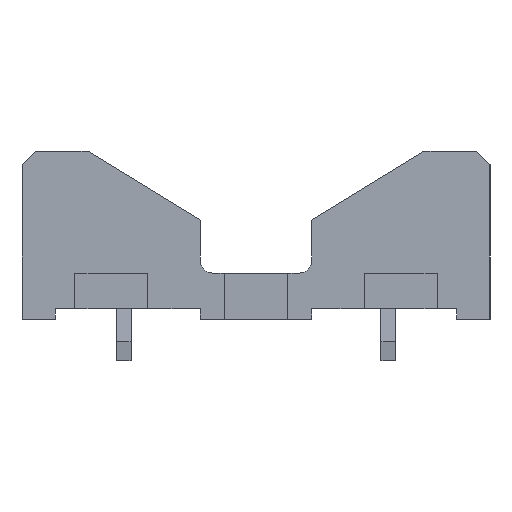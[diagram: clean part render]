
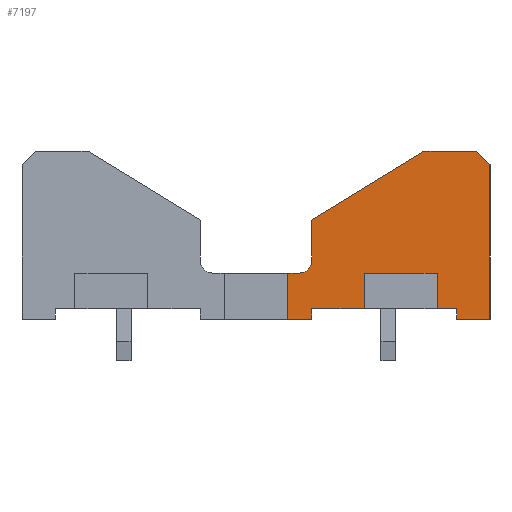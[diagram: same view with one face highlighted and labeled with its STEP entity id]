
A CAD part, front view. The second image highlights one B-rep face of the part: STEP entity #7197.
In plain terms, the highlighted free-form (B-spline) face has degree [1, 1] with [2, 2] control points.
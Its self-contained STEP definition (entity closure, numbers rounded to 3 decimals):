
#6962=CARTESIAN_POINT('',(13.7,-5.45,3.5));
#6963=VERTEX_POINT('',#6962);
#6972=CARTESIAN_POINT('',(8.2,-5.45,3.5));
#6973=VERTEX_POINT('',#6972);
#6974=CARTESIAN_POINT('',(8.2,-5.45,3.5));
#6975=DIRECTION('',(1.0,0.0,0.0));
#6976=VECTOR('',#6975,5.5);
#6977=LINE('',#6974,#6976);
#6978=EDGE_CURVE('',#6973,#6963,#6977,.T.);
#7033=CARTESIAN_POINT('',(8.2,-5.45,0.8));
#7034=VERTEX_POINT('',#7033);
#7035=CARTESIAN_POINT('',(8.2,-5.45,0.8));
#7036=DIRECTION('',(0.0,0.0,1.0));
#7037=VECTOR('',#7036,2.7);
#7038=LINE('',#7035,#7037);
#7039=EDGE_CURVE('',#7034,#6973,#7038,.T.);
#7058=CARTESIAN_POINT('',(13.7,-5.45,0.8));
#7059=VERTEX_POINT('',#7058);
#7066=CARTESIAN_POINT('',(13.7,-5.45,3.5));
#7067=DIRECTION('',(0.0,0.0,-1.0));
#7068=VECTOR('',#7067,2.7);
#7069=LINE('',#7066,#7068);
#7070=EDGE_CURVE('',#6963,#7059,#7069,.T.);
#7076=CARTESIAN_POINT('',(2.4,-5.45,0.));
#7077=CARTESIAN_POINT('',(2.4,-5.45,12.7));
#7078=CARTESIAN_POINT('',(17.7,-5.45,0.));
#7079=CARTESIAN_POINT('',(17.7,-5.45,12.7));
#7080=B_SPLINE_SURFACE_WITH_KNOTS('',1,1,((#7076,#7078),(#7077,#7079)),.UNSPECIFIED.,.F.,.F.,.U.,(2,2),(2,2),(0.0,12.7),(0.0,15.3),.UNSPECIFIED.);
#7081=ORIENTED_EDGE('',*,*,#7039,.T.);
#7082=ORIENTED_EDGE('',*,*,#6978,.T.);
#7083=ORIENTED_EDGE('',*,*,#7070,.T.);
#7084=CARTESIAN_POINT('',(15.2,-5.45,0.8));
#7085=VERTEX_POINT('',#7084);
#7086=CARTESIAN_POINT('',(13.7,-5.45,0.8));
#7087=DIRECTION('',(1.0,0.0,0.0));
#7088=VECTOR('',#7087,1.5);
#7089=LINE('',#7086,#7088);
#7090=EDGE_CURVE('',#7059,#7085,#7089,.T.);
#7091=ORIENTED_EDGE('',*,*,#7090,.T.);
#7092=CARTESIAN_POINT('',(15.2,-5.45,0.));
#7093=VERTEX_POINT('',#7092);
#7094=CARTESIAN_POINT('',(15.2,-5.45,0.8));
#7095=DIRECTION('',(0.0,0.0,-1.0));
#7096=VECTOR('',#7095,0.8);
#7097=LINE('',#7094,#7096);
#7098=EDGE_CURVE('',#7085,#7093,#7097,.T.);
#7099=ORIENTED_EDGE('',*,*,#7098,.T.);
#7100=CARTESIAN_POINT('',(17.7,-5.45,0.));
#7101=VERTEX_POINT('',#7100);
#7102=CARTESIAN_POINT('',(15.2,-5.45,0.));
#7103=DIRECTION('',(1.0,0.0,0.0));
#7104=VECTOR('',#7103,2.5);
#7105=LINE('',#7102,#7104);
#7106=EDGE_CURVE('',#7093,#7101,#7105,.T.);
#7107=ORIENTED_EDGE('',*,*,#7106,.T.);
#7108=CARTESIAN_POINT('',(17.7,-5.45,11.7));
#7109=VERTEX_POINT('',#7108);
#7110=CARTESIAN_POINT('',(17.7,-5.45,0.));
#7111=DIRECTION('',(0.0,0.0,1.0));
#7112=VECTOR('',#7111,11.7);
#7113=LINE('',#7110,#7112);
#7114=EDGE_CURVE('',#7101,#7109,#7113,.T.);
#7115=ORIENTED_EDGE('',*,*,#7114,.T.);
#7116=CARTESIAN_POINT('',(16.7,-5.45,12.7));
#7117=VERTEX_POINT('',#7116);
#7118=CARTESIAN_POINT('',(17.7,-5.45,11.7));
#7119=DIRECTION('',(-0.707,0.0,0.707));
#7120=VECTOR('',#7119,1.414);
#7121=LINE('',#7118,#7120);
#7122=EDGE_CURVE('',#7109,#7117,#7121,.T.);
#7123=ORIENTED_EDGE('',*,*,#7122,.T.);
#7124=CARTESIAN_POINT('',(12.7,-5.45,12.7));
#7125=VERTEX_POINT('',#7124);
#7126=CARTESIAN_POINT('',(16.7,-5.45,12.7));
#7127=DIRECTION('',(-1.0,0.0,0.0));
#7128=VECTOR('',#7127,4.);
#7129=LINE('',#7126,#7128);
#7130=EDGE_CURVE('',#7117,#7125,#7129,.T.);
#7131=ORIENTED_EDGE('',*,*,#7130,.T.);
#7132=CARTESIAN_POINT('',(4.2,-5.45,7.5));
#7133=VERTEX_POINT('',#7132);
#7134=CARTESIAN_POINT('',(12.7,-5.45,12.7));
#7135=DIRECTION('',(-0.853,0.0,-0.522));
#7136=VECTOR('',#7135,9.964);
#7137=LINE('',#7134,#7136);
#7138=EDGE_CURVE('',#7125,#7133,#7137,.T.);
#7139=ORIENTED_EDGE('',*,*,#7138,.T.);
#7140=CARTESIAN_POINT('',(4.2,-5.45,4.4));
#7141=VERTEX_POINT('',#7140);
#7142=CARTESIAN_POINT('',(4.2,-5.45,7.5));
#7143=DIRECTION('',(0.0,0.0,-1.0));
#7144=VECTOR('',#7143,3.1);
#7145=LINE('',#7142,#7144);
#7146=EDGE_CURVE('',#7133,#7141,#7145,.T.);
#7147=ORIENTED_EDGE('',*,*,#7146,.T.);
#7148=CARTESIAN_POINT('',(3.3,-5.45,3.5));
#7149=VERTEX_POINT('',#7148);
#7150=CARTESIAN_POINT('',(3.3,-5.45,4.4));
#7151=DIRECTION('',(0.0,1.0,0.0));
#7152=DIRECTION('',(0.707,0.0,-0.707));
#7153=AXIS2_PLACEMENT_3D('',#7150,#7151,#7152);
#7154=CIRCLE('',#7153,0.9);
#7155=EDGE_CURVE('',#7141,#7149,#7154,.T.);
#7156=ORIENTED_EDGE('',*,*,#7155,.T.);
#7157=CARTESIAN_POINT('',(2.4,-5.45,3.5));
#7158=VERTEX_POINT('',#7157);
#7159=CARTESIAN_POINT('',(3.3,-5.45,3.5));
#7160=DIRECTION('',(-1.0,0.0,0.0));
#7161=VECTOR('',#7160,0.9);
#7162=LINE('',#7159,#7161);
#7163=EDGE_CURVE('',#7149,#7158,#7162,.T.);
#7164=ORIENTED_EDGE('',*,*,#7163,.T.);
#7165=CARTESIAN_POINT('',(2.4,-5.45,0.));
#7166=VERTEX_POINT('',#7165);
#7167=CARTESIAN_POINT('',(2.4,-5.45,3.5));
#7168=DIRECTION('',(0.0,0.0,-1.0));
#7169=VECTOR('',#7168,3.5);
#7170=LINE('',#7167,#7169);
#7171=EDGE_CURVE('',#7158,#7166,#7170,.T.);
#7172=ORIENTED_EDGE('',*,*,#7171,.T.);
#7173=CARTESIAN_POINT('',(4.2,-5.45,0.));
#7174=VERTEX_POINT('',#7173);
#7175=CARTESIAN_POINT('',(2.4,-5.45,0.));
#7176=DIRECTION('',(1.0,0.0,0.0));
#7177=VECTOR('',#7176,1.8);
#7178=LINE('',#7175,#7177);
#7179=EDGE_CURVE('',#7166,#7174,#7178,.T.);
#7180=ORIENTED_EDGE('',*,*,#7179,.T.);
#7181=CARTESIAN_POINT('',(4.2,-5.45,0.8));
#7182=VERTEX_POINT('',#7181);
#7183=CARTESIAN_POINT('',(4.2,-5.45,0.));
#7184=DIRECTION('',(0.0,0.0,1.0));
#7185=VECTOR('',#7184,0.8);
#7186=LINE('',#7183,#7185);
#7187=EDGE_CURVE('',#7174,#7182,#7186,.T.);
#7188=ORIENTED_EDGE('',*,*,#7187,.T.);
#7189=CARTESIAN_POINT('',(4.2,-5.45,0.8));
#7190=DIRECTION('',(1.0,0.0,0.0));
#7191=VECTOR('',#7190,4.);
#7192=LINE('',#7189,#7191);
#7193=EDGE_CURVE('',#7182,#7034,#7192,.T.);
#7194=ORIENTED_EDGE('',*,*,#7193,.T.);
#7195=EDGE_LOOP('',(#7081,#7082,#7083,#7091,#7099,#7107,#7115,#7123,#7131,#7139,#7147,#7156,#7164,#7172,#7180,#7188,#7194));
#7196=FACE_OUTER_BOUND('',#7195,.T.);
#7197=ADVANCED_FACE('',(#7196),#7080,.F.);
